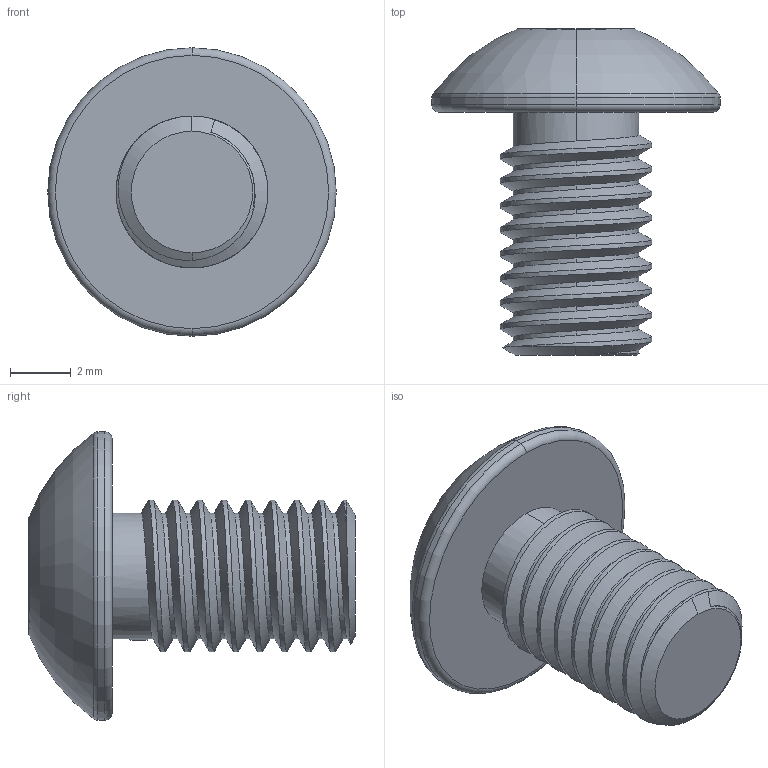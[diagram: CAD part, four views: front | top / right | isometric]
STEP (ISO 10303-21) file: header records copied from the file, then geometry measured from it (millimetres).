
FILE_DESCRIPTION (( 'STEP AP214' ), '1' );
FILE_NAME ('Bolt M5 button head.STEP', '2023-04-01T15:39:50', ( '' ), ( '' ), 'SwSTEP 2.0', 'SolidWorks 2018', '' );
FILE_SCHEMA (( 'AUTOMOTIVE_DESIGN' ));
Length unit declared in the file: millimetre
Products named in the file (1): Bolt M5 button head
Bounding box: 9.5 x 10.75 x 9.5 mm (x, y, z)
Volume: 242.9 mm3; surface area: 376.3 mm2
Topology: 1 solids, 1 shells, 52 faces, 127 edges, 78 vertices
Faces by surface type: cylinder 22, plane 9, torus 8, cone 8, bspline 3, sphere 2
Entity records: 2983 total; most frequent: CARTESIAN_POINT 1853, ORIENTED_EDGE 254, DIRECTION 214, EDGE_CURVE 127, AXIS2_PLACEMENT_3D 89, VERTEX_POINT 78, EDGE_LOOP 53, FACE_OUTER_BOUND 52
